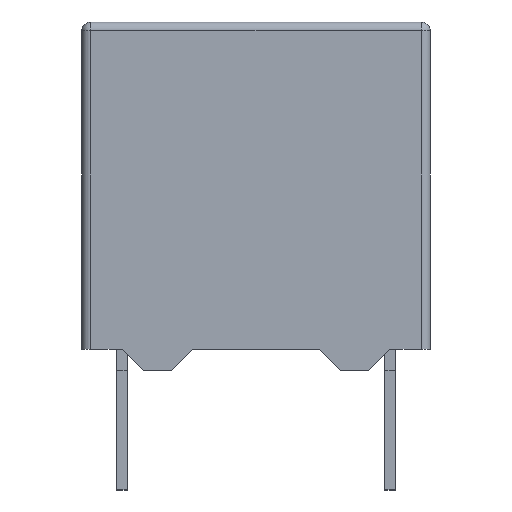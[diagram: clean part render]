
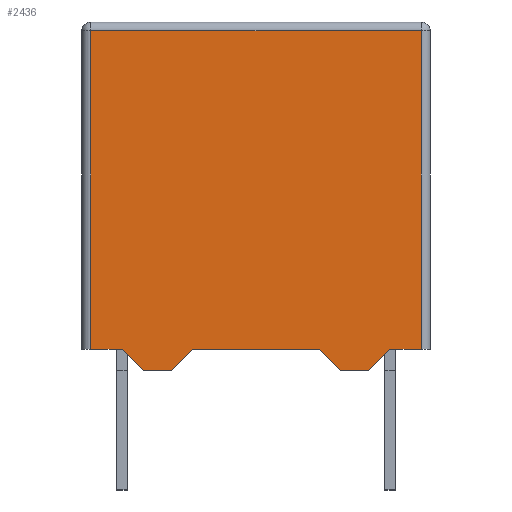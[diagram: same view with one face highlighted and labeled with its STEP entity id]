
A CAD part, front view. The second image highlights one B-rep face of the part: STEP entity #2436.
In plain terms, the highlighted planar face has unit normal (0, -1, 0).
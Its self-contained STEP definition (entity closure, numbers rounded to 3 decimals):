
#226=PLANE('',#2590);
#227=LINE('',#3193,#535);
#230=LINE('',#3207,#538);
#242=LINE('',#3245,#550);
#505=LINE('',#3781,#813);
#509=LINE('',#3789,#817);
#513=LINE('',#3796,#821);
#519=LINE('',#3811,#827);
#523=LINE('',#3818,#831);
#525=LINE('',#3821,#833);
#527=LINE('',#3826,#835);
#530=LINE('',#3832,#838);
#533=LINE('',#3837,#841);
#535=VECTOR('',#2605,10.);
#538=VECTOR('',#2620,10.);
#550=VECTOR('',#2664,10.);
#813=VECTOR('',#3123,10.);
#817=VECTOR('',#3127,10.);
#821=VECTOR('',#3131,10.);
#827=VECTOR('',#3147,10.);
#831=VECTOR('',#3153,10.);
#833=VECTOR('',#3157,10.);
#835=VECTOR('',#3163,10.);
#838=VECTOR('',#3168,10.);
#841=VECTOR('',#3173,10.);
#974=FACE_OUTER_BOUND('',#1108,.T.);
#1108=EDGE_LOOP('',(#2297,#2298,#2299,#2300,#2301,#2302,#2303,#2304,#2305,
#2306,#2307,#2308));
#1127=VERTEX_POINT('',#3186);
#1129=VERTEX_POINT('',#3191);
#1130=VERTEX_POINT('',#3196);
#1133=VERTEX_POINT('',#3203);
#1319=VERTEX_POINT('',#3780);
#1322=VERTEX_POINT('',#3786);
#1323=VERTEX_POINT('',#3788);
#1326=VERTEX_POINT('',#3794);
#1329=VERTEX_POINT('',#3809);
#1330=VERTEX_POINT('',#3810);
#1333=VERTEX_POINT('',#3825);
#1335=VERTEX_POINT('',#3831);
#1341=EDGE_CURVE('',#1129,#1127,#227,.T.);
#1348=EDGE_CURVE('',#1130,#1133,#230,.T.);
#1368=EDGE_CURVE('',#1127,#1130,#242,.T.);
#1631=EDGE_CURVE('',#1133,#1319,#505,.T.);
#1635=EDGE_CURVE('',#1322,#1323,#509,.T.);
#1639=EDGE_CURVE('',#1326,#1129,#513,.T.);
#1645=EDGE_CURVE('',#1329,#1330,#519,.T.);
#1649=EDGE_CURVE('',#1330,#1323,#523,.T.);
#1651=EDGE_CURVE('',#1326,#1329,#525,.T.);
#1653=EDGE_CURVE('',#1319,#1333,#527,.T.);
#1656=EDGE_CURVE('',#1335,#1322,#530,.T.);
#1659=EDGE_CURVE('',#1333,#1335,#533,.T.);
#2297=ORIENTED_EDGE('',*,*,#1341,.F.);
#2298=ORIENTED_EDGE('',*,*,#1639,.F.);
#2299=ORIENTED_EDGE('',*,*,#1651,.T.);
#2300=ORIENTED_EDGE('',*,*,#1645,.T.);
#2301=ORIENTED_EDGE('',*,*,#1649,.T.);
#2302=ORIENTED_EDGE('',*,*,#1635,.F.);
#2303=ORIENTED_EDGE('',*,*,#1656,.F.);
#2304=ORIENTED_EDGE('',*,*,#1659,.F.);
#2305=ORIENTED_EDGE('',*,*,#1653,.F.);
#2306=ORIENTED_EDGE('',*,*,#1631,.F.);
#2307=ORIENTED_EDGE('',*,*,#1348,.F.);
#2308=ORIENTED_EDGE('',*,*,#1368,.F.);
#2436=ADVANCED_FACE('',(#974),#226,.T.);
#2590=AXIS2_PLACEMENT_3D('',#3841,#3179,#3180);
#2605=DIRECTION('',(0.,0.,1.));
#2620=DIRECTION('',(0.,0.,-1.));
#2664=DIRECTION('',(1.,0.,0.));
#3123=DIRECTION('',(-1.,0.,0.));
#3127=DIRECTION('',(-1.,0.,0.));
#3131=DIRECTION('',(-1.,0.,0.));
#3147=DIRECTION('',(1.,0.,0.));
#3153=DIRECTION('',(0.707,0.,0.707));
#3157=DIRECTION('',(0.707,0.,-0.707));
#3163=DIRECTION('',(-0.707,0.,-0.707));
#3168=DIRECTION('',(-0.707,0.,0.707));
#3173=DIRECTION('',(-1.,0.,0.));
#3179=DIRECTION('center_axis',(0.,-1.,0.));
#3180=DIRECTION('ref_axis',(1.,0.,0.));
#3186=CARTESIAN_POINT('',(-4.7,-10.,9.65));
#3191=CARTESIAN_POINT('',(-4.7,-10.,0.6));
#3193=CARTESIAN_POINT('',(-4.7,-10.,0.6));
#3196=CARTESIAN_POINT('',(4.7,-10.,9.65));
#3203=CARTESIAN_POINT('',(4.7,-10.,0.6));
#3207=CARTESIAN_POINT('',(4.7,-10.,0.6));
#3245=CARTESIAN_POINT('',(-2.475,-10.,9.65));
#3780=CARTESIAN_POINT('',(3.8,-10.,0.6));
#3781=CARTESIAN_POINT('',(4.95,-10.,0.6));
#3786=CARTESIAN_POINT('',(1.8,-10.,0.6));
#3788=CARTESIAN_POINT('',(-1.8,-10.,0.6));
#3789=CARTESIAN_POINT('',(4.95,-10.,0.6));
#3794=CARTESIAN_POINT('',(-3.8,-10.,0.6));
#3796=CARTESIAN_POINT('',(4.95,-10.,0.6));
#3809=CARTESIAN_POINT('',(-3.2,-10.,0.));
#3810=CARTESIAN_POINT('',(-2.4,-10.,0.));
#3811=CARTESIAN_POINT('',(-3.2,-10.,0.));
#3818=CARTESIAN_POINT('',(-2.4,-10.,0.));
#3821=CARTESIAN_POINT('',(-3.8,-10.,0.6));
#3825=CARTESIAN_POINT('',(3.2,-10.,0.));
#3826=CARTESIAN_POINT('',(3.8,-10.,0.6));
#3831=CARTESIAN_POINT('',(2.4,-10.,0.));
#3832=CARTESIAN_POINT('',(2.4,-10.,0.));
#3837=CARTESIAN_POINT('',(3.2,-10.,0.));
#3841=CARTESIAN_POINT('Origin',(-4.95,-10.,0.6));
